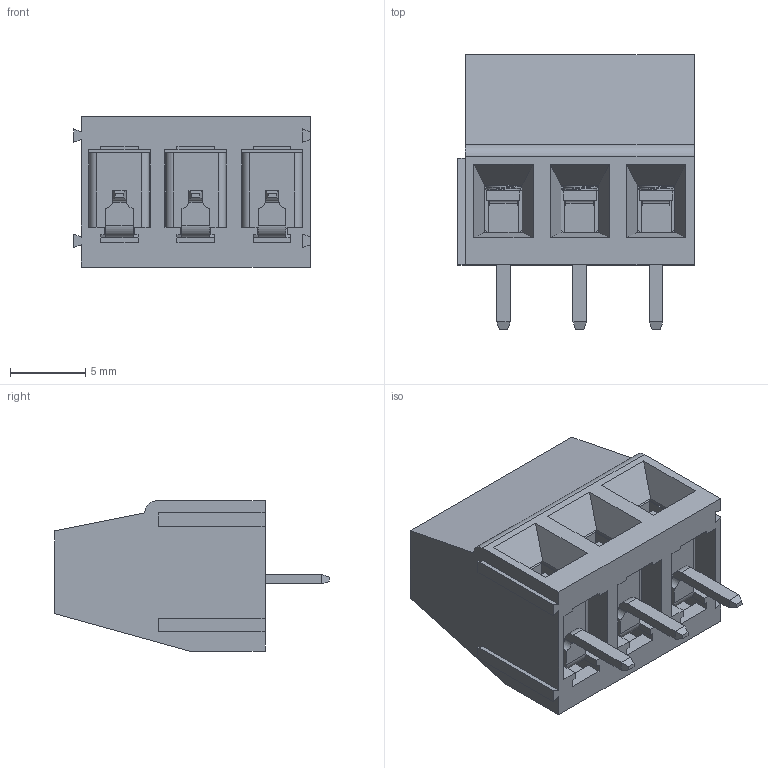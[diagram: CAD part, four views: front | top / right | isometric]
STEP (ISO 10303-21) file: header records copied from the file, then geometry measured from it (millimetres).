
FILE_DESCRIPTION (( 'STEP AP214' ), '1' );
FILE_NAME ('DG128-5.0-3P.STEP', '2014-01-04T10:07:33', ( '' ), ( '' ), 'SwSTEP 2.0', 'SolidWorks 2012', '' );
FILE_SCHEMA (( 'AUTOMOTIVE_DESIGN' ));
Length unit declared in the file: millimetre
Products named in the file (5): 錨璃9; 錨璃8; 錨璃7; 錨璃10; DG128-5.0-3P
Assembly tree (10 placements, depth 2):
  DG128-5.0-3P
    錨璃10
    錨璃7  x3
    錨璃8  x3
    錨璃9  x3
Bounding box: 15.74 x 18.28 x 10 mm (x, y, z)
Volume: 1213.2 mm3; surface area: 2873.4 mm2
Topology: 10 solids, 10 shells, 484 faces, 1353 edges, 892 vertices
Faces by surface type: plane 243, cylinder 220, torus 12, bspline 9
Entity records: 11054 total; most frequent: CARTESIAN_POINT 4947, ORIENTED_EDGE 1338, DIRECTION 1105, EDGE_CURVE 669, VECTOR 473, LINE 473, VERTEX_POINT 440, AXIS2_PLACEMENT_3D 316
